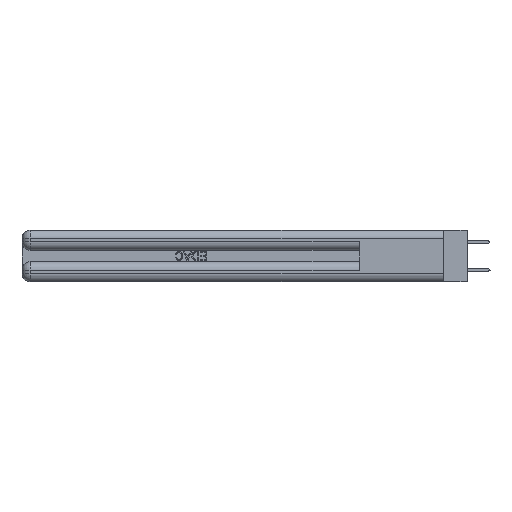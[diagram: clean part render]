
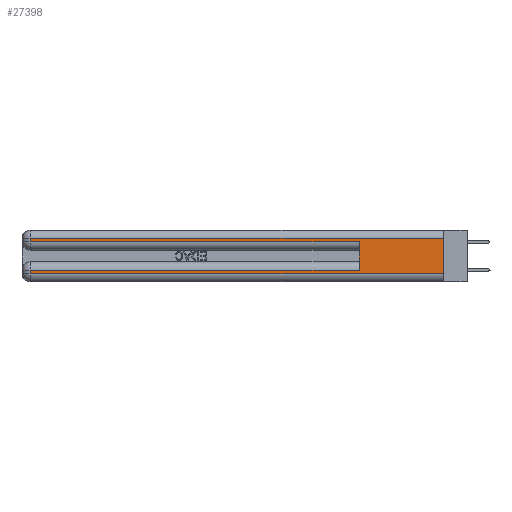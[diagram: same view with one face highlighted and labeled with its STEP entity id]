
A CAD part, left-side view. The second image highlights one B-rep face of the part: STEP entity #27398.
In plain terms, the highlighted planar face has unit normal (-1, 0, 0).
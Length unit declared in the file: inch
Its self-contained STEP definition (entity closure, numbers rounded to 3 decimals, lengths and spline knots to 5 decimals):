
#220 = CARTESIAN_POINT ( 'NONE',  ( 0., 2.94, 0.31 ) ) ;
#1841 = CARTESIAN_POINT ( 'NONE',  ( 0., 2.94, 0.285 ) ) ;
#1916 = CARTESIAN_POINT ( 'NONE',  ( 0., 2.94, 0.06 ) ) ;
#2302 = CARTESIAN_POINT ( 'NONE',  ( 0., 0.6, 0.145 ) ) ;
#2482 = DIRECTION ( 'NONE',  ( 0., 0., -1. ) ) ;
#2506 = LINE ( 'NONE', #36976, #41456 ) ;
#2658 = EDGE_CURVE ( 'NONE', #19789, #22669, #34400, .T. ) ;
#3141 = DIRECTION ( 'NONE',  ( 0., 0., -1. ) ) ;
#3891 = CARTESIAN_POINT ( 'NONE',  ( 0., 0.6, 0.085 ) ) ;
#4262 = VECTOR ( 'NONE', #15403, 39.37008 ) ;
#4881 = LINE ( 'NONE', #2302, #43752 ) ;
#5655 = CARTESIAN_POINT ( 'NONE',  ( 0., 0., 0.285 ) ) ;
#6449 = EDGE_CURVE ( 'NONE', #8472, #14723, #38639, .T. ) ;
#8472 = VERTEX_POINT ( 'NONE', #1841 ) ;
#9272 = ORIENTED_EDGE ( 'NONE', *, *, #9826, .T. ) ;
#9826 = EDGE_CURVE ( 'NONE', #47118, #15250, #48187, .T. ) ;
#9923 = DIRECTION ( 'NONE',  ( 0., 0., 1. ) ) ;
#11266 = CARTESIAN_POINT ( 'NONE',  ( 0., 2.94, 0.37 ) ) ;
#11314 = DIRECTION ( 'NONE',  ( 0., 1., 0. ) ) ;
#11361 = DIRECTION ( 'NONE',  ( 0., 0., -1. ) ) ;
#11805 = CARTESIAN_POINT ( 'NONE',  ( 0., 0., 0.06 ) ) ;
#13051 = AXIS2_PLACEMENT_3D ( 'NONE', #43818, #25203, #2482 ) ;
#14623 = ORIENTED_EDGE ( 'NONE', *, *, #6449, .T. ) ;
#14723 = VERTEX_POINT ( 'NONE', #40572 ) ;
#15091 = DIRECTION ( 'NONE',  ( 0., 0., -1. ) ) ;
#15250 = VERTEX_POINT ( 'NONE', #1916 ) ;
#15403 = DIRECTION ( 'NONE',  ( 0., 1., 0. ) ) ;
#15741 = LINE ( 'NONE', #47305, #23429 ) ;
#16543 = EDGE_CURVE ( 'NONE', #16554, #47118, #35536, .T. ) ;
#16554 = VERTEX_POINT ( 'NONE', #3891 ) ;
#19133 = VECTOR ( 'NONE', #15091, 39.37008 ) ;
#19360 = ORIENTED_EDGE ( 'NONE', *, *, #44500, .T. ) ;
#19789 = VERTEX_POINT ( 'NONE', #42944 ) ;
#21124 = ORIENTED_EDGE ( 'NONE', *, *, #2658, .T. ) ;
#22669 = VERTEX_POINT ( 'NONE', #220 ) ;
#23276 = EDGE_CURVE ( 'NONE', #22669, #8472, #28025, .T. ) ;
#23429 = VECTOR ( 'NONE', #40136, 39.37008 ) ;
#23571 = EDGE_CURVE ( 'NONE', #16554, #14723, #4881, .T. ) ;
#23945 = CARTESIAN_POINT ( 'NONE',  ( 0., 2.94, 0.085 ) ) ;
#25203 = DIRECTION ( 'NONE',  ( 1., 0., 0. ) ) ;
#25925 = ORIENTED_EDGE ( 'NONE', *, *, #16543, .T. ) ;
#26340 = VECTOR ( 'NONE', #35873, 39.37008 ) ;
#27398 = ADVANCED_FACE ( 'NONE', ( #38733 ), #47588, .F. ) ;
#28025 = LINE ( 'NONE', #11266, #19133 ) ;
#28350 = VECTOR ( 'NONE', #11361, 39.37008 ) ;
#28826 = ORIENTED_EDGE ( 'NONE', *, *, #46204, .F. ) ;
#32156 = VERTEX_POINT ( 'NONE', #11805 ) ;
#34195 = CARTESIAN_POINT ( 'NONE',  ( 0., 0., 0.31 ) ) ;
#34400 = LINE ( 'NONE', #34195, #4262 ) ;
#35536 = LINE ( 'NONE', #41463, #44274 ) ;
#35873 = DIRECTION ( 'NONE',  ( 0., -1., 0. ) ) ;
#36976 = CARTESIAN_POINT ( 'NONE',  ( 0., 0., 0.37 ) ) ;
#38639 = LINE ( 'NONE', #5655, #26340 ) ;
#38733 = FACE_OUTER_BOUND ( 'NONE', #43924, .T. ) ;
#40136 = DIRECTION ( 'NONE',  ( 0., -1., 0. ) ) ;
#40572 = CARTESIAN_POINT ( 'NONE',  ( 0., 0.6, 0.285 ) ) ;
#41107 = ORIENTED_EDGE ( 'NONE', *, *, #23276, .T. ) ;
#41456 = VECTOR ( 'NONE', #3141, 39.37008 ) ;
#41463 = CARTESIAN_POINT ( 'NONE',  ( 0., 0., 0.085 ) ) ;
#41511 = CARTESIAN_POINT ( 'NONE',  ( 0., 2.94, 0.37 ) ) ;
#42944 = CARTESIAN_POINT ( 'NONE',  ( 0., 0., 0.31 ) ) ;
#43752 = VECTOR ( 'NONE', #9923, 39.37008 ) ;
#43818 = CARTESIAN_POINT ( 'NONE',  ( 0., 0., 0.37 ) ) ;
#43924 = EDGE_LOOP ( 'NONE', ( #28826, #21124, #41107, #14623, #44601, #25925, #9272, #19360 ) ) ;
#44274 = VECTOR ( 'NONE', #11314, 39.37008 ) ;
#44500 = EDGE_CURVE ( 'NONE', #15250, #32156, #15741, .T. ) ;
#44601 = ORIENTED_EDGE ( 'NONE', *, *, #23571, .F. ) ;
#46204 = EDGE_CURVE ( 'NONE', #19789, #32156, #2506, .T. ) ;
#47118 = VERTEX_POINT ( 'NONE', #23945 ) ;
#47305 = CARTESIAN_POINT ( 'NONE',  ( 0., 0., 0.06 ) ) ;
#47588 = PLANE ( 'NONE',  #13051 ) ;
#48187 = LINE ( 'NONE', #41511, #28350 ) ;
